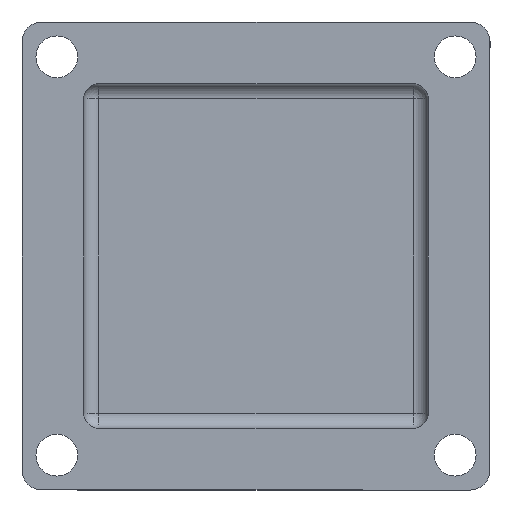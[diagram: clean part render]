
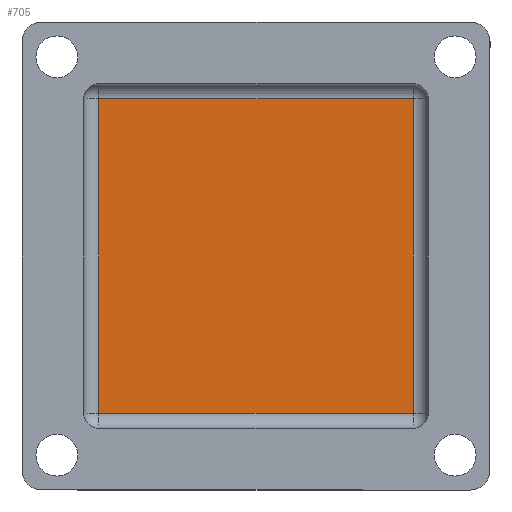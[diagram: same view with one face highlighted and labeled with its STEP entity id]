
A CAD part, front view. The second image highlights one B-rep face of the part: STEP entity #705.
In plain terms, the highlighted planar face has unit normal (0, -1, 0).
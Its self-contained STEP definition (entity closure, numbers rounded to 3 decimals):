
#124 = VERTEX_POINT ( 'NONE', #1238 ) ;
#160 = DIRECTION ( 'NONE',  ( 0., -1., 0. ) ) ;
#193 = EDGE_CURVE ( 'NONE', #1338, #124, #880, .T. ) ;
#225 = EDGE_CURVE ( 'NONE', #282, #234, #509, .T. ) ;
#234 = VERTEX_POINT ( 'NONE', #465 ) ;
#251 = EDGE_LOOP ( 'NONE', ( #671, #378, #1034, #1577 ) ) ;
#282 = VERTEX_POINT ( 'NONE', #1022 ) ;
#309 = DIRECTION ( 'NONE',  ( 0., 0., -1. ) ) ;
#317 = AXIS2_PLACEMENT_3D ( 'NONE', #1271, #160, #869 ) ;
#378 = ORIENTED_EDGE ( 'NONE', *, *, #225, .T. ) ;
#429 = VECTOR ( 'NONE', #1507, 1000. ) ;
#465 = CARTESIAN_POINT ( 'NONE',  ( -7.7, 2., -7.7 ) ) ;
#509 = LINE ( 'NONE', #727, #1666 ) ;
#573 = CARTESIAN_POINT ( 'NONE',  ( -39.3, 2., 0. ) ) ;
#588 = CARTESIAN_POINT ( 'NONE',  ( -39.3, 2., -7.7 ) ) ;
#599 = PLANE ( 'NONE',  #317 ) ;
#671 = ORIENTED_EDGE ( 'NONE', *, *, #846, .T. ) ;
#705 = ADVANCED_FACE ( 'NONE', ( #1399 ), #599, .T. ) ;
#727 = CARTESIAN_POINT ( 'NONE',  ( -7.7, 2., 0. ) ) ;
#806 = DIRECTION ( 'NONE',  ( -1., 0., 0. ) ) ;
#829 = VECTOR ( 'NONE', #806, 1000. ) ;
#846 = EDGE_CURVE ( 'NONE', #124, #282, #1353, .T. ) ;
#869 = DIRECTION ( 'NONE',  ( 0., 0., -1. ) ) ;
#880 = LINE ( 'NONE', #573, #1301 ) ;
#942 = LINE ( 'NONE', #1730, #829 ) ;
#967 = CARTESIAN_POINT ( 'NONE',  ( 0., 2., -39.3 ) ) ;
#1022 = CARTESIAN_POINT ( 'NONE',  ( -7.7, 2., -39.3 ) ) ;
#1034 = ORIENTED_EDGE ( 'NONE', *, *, #1056, .T. ) ;
#1056 = EDGE_CURVE ( 'NONE', #234, #1338, #942, .T. ) ;
#1238 = CARTESIAN_POINT ( 'NONE',  ( -39.3, 2., -39.3 ) ) ;
#1271 = CARTESIAN_POINT ( 'NONE',  ( 0., 2., 0. ) ) ;
#1301 = VECTOR ( 'NONE', #309, 1000. ) ;
#1338 = VERTEX_POINT ( 'NONE', #588 ) ;
#1353 = LINE ( 'NONE', #967, #429 ) ;
#1399 = FACE_OUTER_BOUND ( 'NONE', #251, .T. ) ;
#1425 = DIRECTION ( 'NONE',  ( 0., 0., 1. ) ) ;
#1507 = DIRECTION ( 'NONE',  ( 1., 0., 0. ) ) ;
#1577 = ORIENTED_EDGE ( 'NONE', *, *, #193, .T. ) ;
#1666 = VECTOR ( 'NONE', #1425, 1000. ) ;
#1730 = CARTESIAN_POINT ( 'NONE',  ( 0., 2., -7.7 ) ) ;
